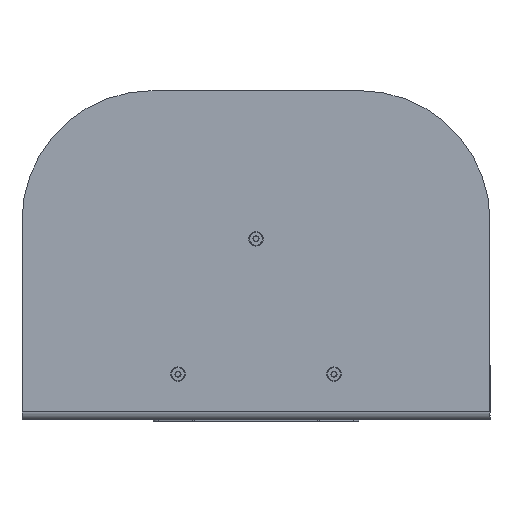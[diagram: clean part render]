
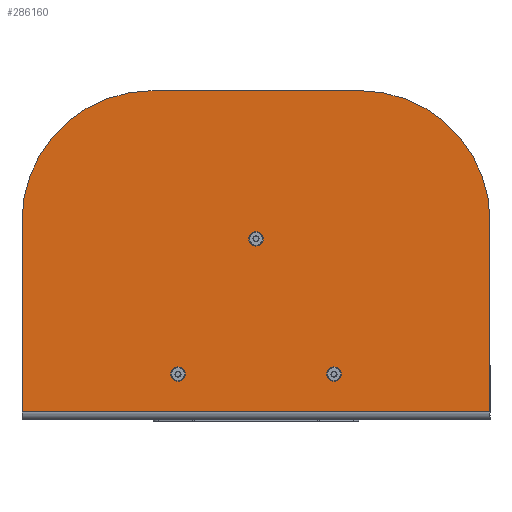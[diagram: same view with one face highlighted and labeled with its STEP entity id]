
A CAD part, top view. The second image highlights one B-rep face of the part: STEP entity #286160.
In plain terms, the highlighted face is planar.
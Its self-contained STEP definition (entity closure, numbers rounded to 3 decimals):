
#262380=CARTESIAN_POINT('',(-34.5,69.91,
-90.));
#262390=VERTEX_POINT('',#262380);
#262420=CARTESIAN_POINT('',(-34.5,69.91,
0.));
#262430=DIRECTION('',(0.,0.,1.));
#262440=VECTOR('',#262430,1.);
#262450=LINE('',#262420,#262440);
#262460=CARTESIAN_POINT('',(-34.5,69.91,
90.));
#262470=VERTEX_POINT('',#262460);
#262480=EDGE_CURVE('',#262390,#262470,#262450,.T.);
#264200=CARTESIAN_POINT('',(89.,69.91,
0.));
#264210=DIRECTION('',(0.,0.,-1.));
#264220=VECTOR('',#264210,1.);
#264230=LINE('',#264200,#264220);
#264240=CARTESIAN_POINT('',(89.,69.91,
40.));
#264250=VERTEX_POINT('',#264240);
#264260=CARTESIAN_POINT('',(89.,69.91,
-40.));
#264270=VERTEX_POINT('',#264260);
#264280=EDGE_CURVE('',#264250,#264270,#264230,.T.);
#266490=CARTESIAN_POINT('',(39.,69.91,
90.));
#266500=VERTEX_POINT('',#266490);
#266530=CARTESIAN_POINT('',(39.,69.91,
40.));
#266540=DIRECTION('',(0.,-1.,0.));
#266550=DIRECTION('',(0.,0.,1.));
#266560=AXIS2_PLACEMENT_3D('',#266530,#266540,#266550);
#266570=CIRCLE('',#266560,50.);
#266580=EDGE_CURVE('',#264250,#266500,#266570,.T.);
#267830=CARTESIAN_POINT('',(39.,69.91,
-40.));
#267840=DIRECTION('',(0.,1.,0.));
#267850=DIRECTION('',(0.,0.,-1.));
#267860=AXIS2_PLACEMENT_3D('',#267830,#267840,#267850);
#267870=CIRCLE('',#267860,50.);
#267880=CARTESIAN_POINT('',(39.,69.91,
-90.));
#267890=VERTEX_POINT('',#267880);
#267900=EDGE_CURVE('',#264270,#267890,#267870,.T.);
#270540=CARTESIAN_POINT('',(-22.75,69.91,
30.));
#270550=VERTEX_POINT('',#270540);
#270580=CARTESIAN_POINT('',(-20.,69.91,
30.));
#270590=DIRECTION('',(0.,-1.,0.));
#270600=DIRECTION('',(-1.,0.,0.));
#270610=AXIS2_PLACEMENT_3D('',#270580,#270590,#270600);
#270620=CIRCLE('',#270610,2.75);
#270630=CARTESIAN_POINT('',(-17.25,69.91,
30.));
#270640=VERTEX_POINT('',#270630);
#270650=EDGE_CURVE('',#270550,#270640,#270620,.T.);
#284170=EDGE_CURVE('',#270640,#270550,#270620,.T.);
#285530=CARTESIAN_POINT('',(0.,69.91,-90.));
#285540=DIRECTION('',(-1.,0.,0.));
#285550=VECTOR('',#285540,1.);
#285560=LINE('',#285530,#285550);
#285570=EDGE_CURVE('',#267890,#262390,#285560,.T.);
#285640=CARTESIAN_POINT('',(-38.,69.91,
75.));
#285650=DIRECTION('',(0.,1.,0.));
#285660=DIRECTION('',(-1.,0.,0.));
#285670=AXIS2_PLACEMENT_3D('',#285640,#285650,#285660);
#285680=PLANE('',#285670);
#285690=CARTESIAN_POINT('',(32.,69.91,
0.));
#285700=DIRECTION('',(0.,-1.,0.));
#285710=DIRECTION('',(-1.,0.,0.));
#285720=AXIS2_PLACEMENT_3D('',#285690,#285700,#285710);
#285730=CIRCLE('',#285720,2.75);
#285740=CARTESIAN_POINT('',(34.75,69.91,
0.));
#285750=VERTEX_POINT('',#285740);
#285760=CARTESIAN_POINT('',(29.25,69.91,
0.));
#285770=VERTEX_POINT('',#285760);
#285780=EDGE_CURVE('',#285750,#285770,#285730,.T.);
#285790=ORIENTED_EDGE('',*,*,#285780,.T.);
#285800=EDGE_CURVE('',#285770,#285750,#285730,.T.);
#285810=ORIENTED_EDGE('',*,*,#285800,.T.);
#285820=EDGE_LOOP('',(#285810,#285790));
#285830=FACE_BOUND('',#285820,.T.);
#285840=CARTESIAN_POINT('',(-20.,69.91,
-30.));
#285850=DIRECTION('',(0.,-1.,0.));
#285860=DIRECTION('',(-1.,0.,0.));
#285870=AXIS2_PLACEMENT_3D('',#285840,#285850,#285860);
#285880=CIRCLE('',#285870,2.75);
#285890=CARTESIAN_POINT('',(-17.25,69.91,
-30.));
#285900=VERTEX_POINT('',#285890);
#285910=CARTESIAN_POINT('',(-22.75,69.91,
-30.));
#285920=VERTEX_POINT('',#285910);
#285930=EDGE_CURVE('',#285900,#285920,#285880,.T.);
#285940=ORIENTED_EDGE('',*,*,#285930,.T.);
#285950=EDGE_CURVE('',#285920,#285900,#285880,.T.);
#285960=ORIENTED_EDGE('',*,*,#285950,.T.);
#285970=EDGE_LOOP('',(#285960,#285940));
#285980=FACE_BOUND('',#285970,.T.);
#285990=ORIENTED_EDGE('',*,*,#284170,.T.);
#286000=ORIENTED_EDGE('',*,*,#270650,.T.);
#286010=EDGE_LOOP('',(#286000,#285990));
#286020=FACE_BOUND('',#286010,.T.);
#286030=ORIENTED_EDGE('',*,*,#285570,.T.);
#286040=ORIENTED_EDGE('',*,*,#267900,.T.);
#286050=ORIENTED_EDGE('',*,*,#264280,.T.);
#286060=ORIENTED_EDGE('',*,*,#266580,.F.);
#286070=CARTESIAN_POINT('',(0.,69.91,90.));
#286080=DIRECTION('',(1.,0.,0.));
#286090=VECTOR('',#286080,1.);
#286100=LINE('',#286070,#286090);
#286110=EDGE_CURVE('',#262470,#266500,#286100,.T.);
#286120=ORIENTED_EDGE('',*,*,#286110,.T.);
#286130=ORIENTED_EDGE('',*,*,#262480,.T.);
#286140=EDGE_LOOP('',(#286130,#286120,#286060,#286050,#286040,#286030));
#286150=FACE_OUTER_BOUND('',#286140,.T.);
#286160=ADVANCED_FACE('',(#285830,#285980,#286020,#286150),#285680,.T.);
